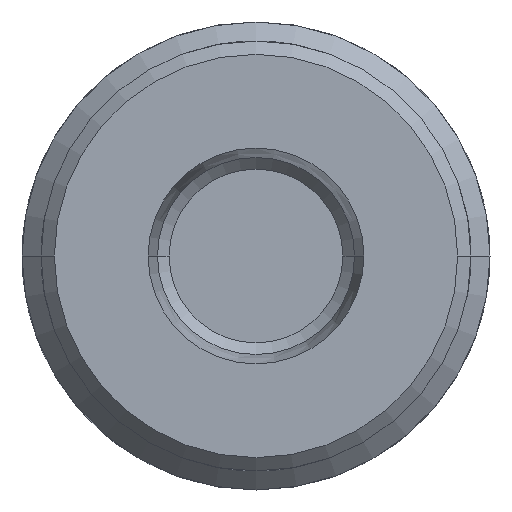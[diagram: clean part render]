
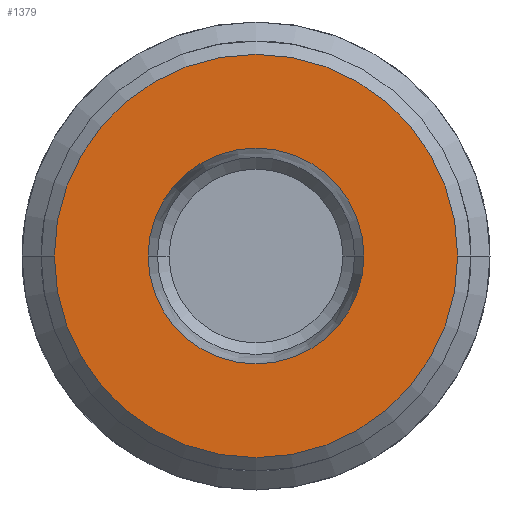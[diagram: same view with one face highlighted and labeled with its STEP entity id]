
A CAD part, left-side view. The second image highlights one B-rep face of the part: STEP entity #1379.
In plain terms, the highlighted planar face has unit normal (-1, 0, 0).
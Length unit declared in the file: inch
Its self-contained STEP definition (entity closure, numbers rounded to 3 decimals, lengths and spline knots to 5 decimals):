
#115=CARTESIAN_POINT('',(0.,0.,0.));
#116=DIRECTION('',(-1.,0.,0.));
#117=DIRECTION('',(0.,1.,0.));
#118=AXIS2_PLACEMENT_3D('',#115,#116,#117);
#124=CARTESIAN_POINT('',(0.,0.,0.));
#125=DIRECTION('',(-1.,0.,0.));
#126=DIRECTION('',(0.,-1.,0.));
#127=AXIS2_PLACEMENT_3D('',#124,#125,#126);
#132=CARTESIAN_POINT('',(0.,0.,0.));
#133=DIRECTION('',(-1.,0.,0.));
#134=DIRECTION('',(0.,1.,0.));
#135=AXIS2_PLACEMENT_3D('',#132,#133,#134);
#140=CARTESIAN_POINT('',(0.,0.,0.));
#141=DIRECTION('',(-1.,0.,0.));
#142=DIRECTION('',(0.,-1.,0.));
#143=AXIS2_PLACEMENT_3D('',#140,#141,#142);
#1224=CARTESIAN_POINT('',(0.,0.2435,0.));
#1225=CARTESIAN_POINT('',(0.,-0.2435,0.));
#1226=VERTEX_POINT('',#1224);
#1227=VERTEX_POINT('',#1225);
#1236=CARTESIAN_POINT('',(0.,0.455,0.));
#1237=CARTESIAN_POINT('',(0.,-0.455,0.));
#1238=VERTEX_POINT('',#1236);
#1239=VERTEX_POINT('',#1237);
#1362=CARTESIAN_POINT('',(0.,0.,0.));
#1363=DIRECTION('',(1.,0.,0.));
#1364=DIRECTION('',(0.,0.,-1.));
#1365=AXIS2_PLACEMENT_3D('',#1362,#1363,#1364);
#1366=PLANE('',#1365);
#1368=ORIENTED_EDGE('',*,*,#1367,.F.);
#1370=ORIENTED_EDGE('',*,*,#1369,.F.);
#1371=EDGE_LOOP('',(#1368,#1370));
#1372=FACE_OUTER_BOUND('',#1371,.F.);
#1374=ORIENTED_EDGE('',*,*,#1373,.T.);
#1376=ORIENTED_EDGE('',*,*,#1375,.T.);
#1377=EDGE_LOOP('',(#1374,#1376));
#1378=FACE_BOUND('',#1377,.F.);
#119=CIRCLE('',#118,0.2435);
#128=CIRCLE('',#127,0.2435);
#136=CIRCLE('',#135,0.455);
#144=CIRCLE('',#143,0.455);
#1367=EDGE_CURVE('',#1238,#1239,#136,.T.);
#1369=EDGE_CURVE('',#1239,#1238,#144,.T.);
#1373=EDGE_CURVE('',#1226,#1227,#119,.T.);
#1375=EDGE_CURVE('',#1227,#1226,#128,.T.);
#1379=ADVANCED_FACE('',(#1372,#1378),#1366,.F.);
